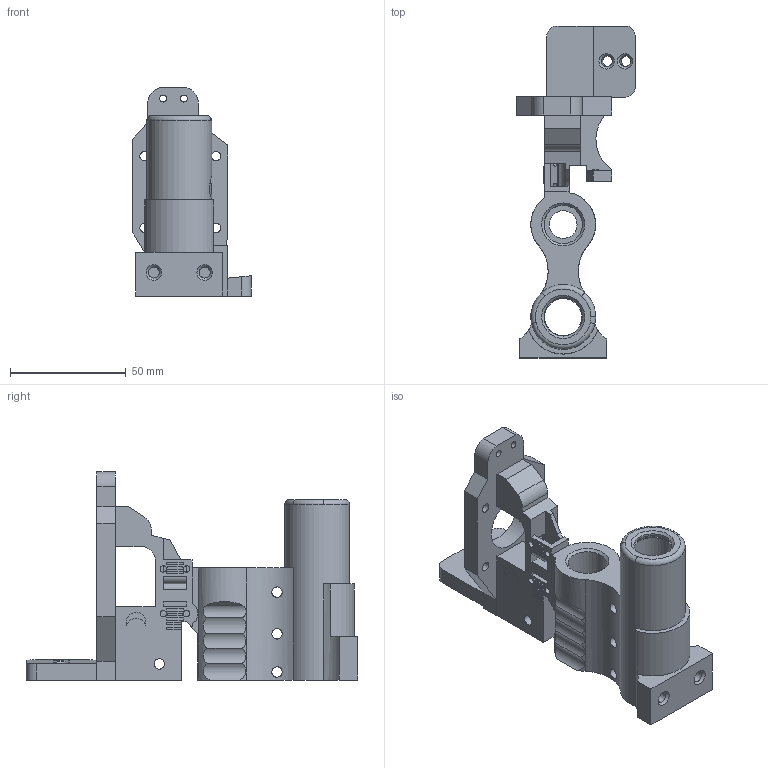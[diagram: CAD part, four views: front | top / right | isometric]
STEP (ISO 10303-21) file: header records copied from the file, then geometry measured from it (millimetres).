
FILE_DESCRIPTION(('FreeCAD Model'),'2;1');
FILE_NAME('X_end_motor_mini2_v2.step','2017-11-29T10:11:24',('Author'),(''), 'Open CASCADE STEP processor 6.9','FreeCAD','Unknown');
FILE_SCHEMA(('AUTOMOTIVE_DESIGN { 1 0 10303 214 1 1 1 1 }'));
Length unit declared in the file: millimetre
Products named in the file (1): Chamfer002
Bounding box: 51.08 x 143.5 x 90 mm (x, y, z)
Volume: 112545.4 mm3; surface area: 40710.3 mm2
Topology: 1 solids, 1 shells, 220 faces, 649 edges, 441 vertices
Faces by surface type: plane 128, cylinder 67, cone 14, bspline 6, torus 5
Full cylindrical faces by diameter (mm): 2.8 x4, 3 x4, 4 x4, 4.5 x4, 4.7 x6, 8.5 x2, 10 x2, 12 x1, 16 x1, 16.6 x4, 17.8 x1, 24 x1, 28 x1
Entity records: 27165 total; most frequent: CARTESIAN_POINT 14718, DIRECTION 2166, ORIENTED_EDGE 1298, PCURVE 1298, DEFINITIONAL_REPRESENTATION 1298, LINE 1243, VECTOR 1243, EDGE_CURVE 649
